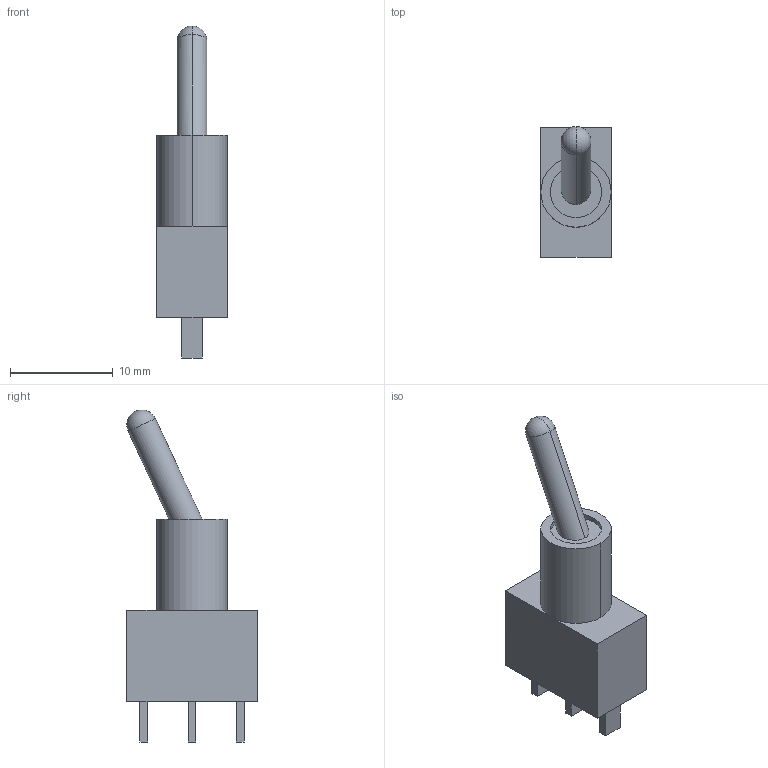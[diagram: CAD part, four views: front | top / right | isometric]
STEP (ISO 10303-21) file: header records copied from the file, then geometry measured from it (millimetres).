
FILE_DESCRIPTION(('FreeCAD Model'),'2;1');
FILE_NAME('User Library-7101SYZBE CK switch.step', '2019-03-01T15:03:37',('kicad StepUp'),('ksu MCAD'), 'Open CASCADE STEP processor 7.2','FreeCAD','Unknown');
FILE_SCHEMA(('AUTOMOTIVE_DESIGN { 1 0 10303 214 1 1 1 1 }'));
Length unit declared in the file: millimetre
Products named in the file (1): User_Library-7101SYZBE_CK_switch
Bounding box: 6.86 x 12.71 x 32.38 mm (x, y, z)
Volume: 1189.8 mm3; surface area: 891.7 mm2
Topology: 1 solids, 1 shells, 32 faces, 76 edges, 49 vertices
Faces by surface type: plane 24, cylinder 6, sphere 2
Entity records: 1144 total; most frequent: CARTESIAN_POINT 162, DIRECTION 154, ORIENTED_EDGE 148, EDGE_CURVE 74, LINE 56, VECTOR 56, AXIS2_PLACEMENT_3D 49, VERTEX_POINT 49
